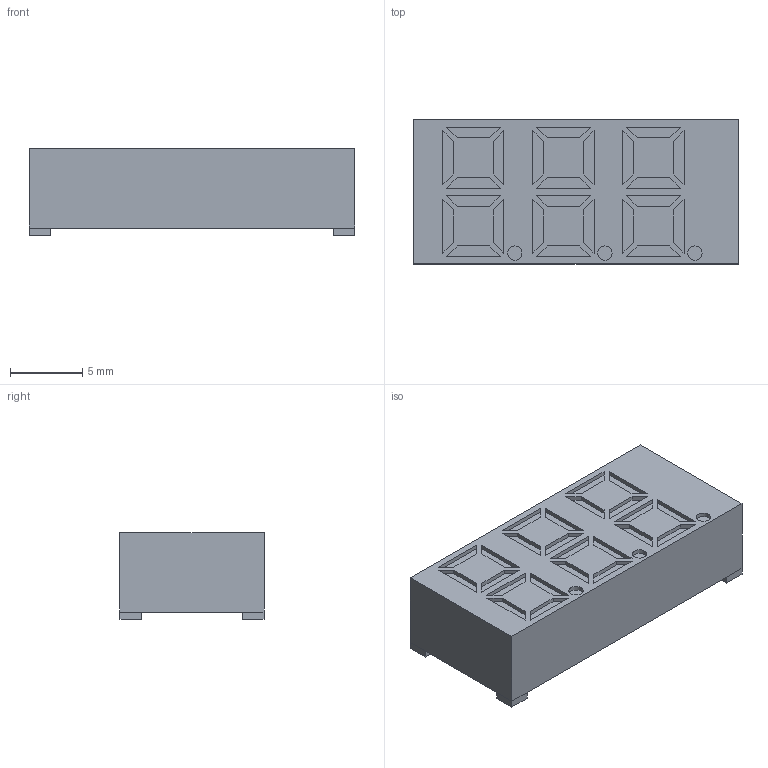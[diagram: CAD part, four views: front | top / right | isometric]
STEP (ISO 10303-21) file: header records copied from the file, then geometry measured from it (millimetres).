
FILE_DESCRIPTION(('FreeCAD Model'),'2;1');
FILE_NAME('E30281-L-O-0-W.step','2020-11-01T17:43:53',('Author') ,(''),'Open CASCADE STEP processor 7.3','FreeCAD','Unknown');
FILE_SCHEMA(('AUTOMOTIVE_DESIGN { 1 0 10303 214 1 1 1 1 }'));
Length unit declared in the file: millimetre
Products named in the file (1): Fusion001
Bounding box: 22.6 x 10 x 6 mm (x, y, z)
Volume: 1228.6 mm3; surface area: 888.9 mm2
Topology: 3 solids, 3 shells, 162 faces, 381 edges, 252 vertices
Faces by surface type: plane 159, cylinder 3
Full cylindrical faces by diameter (mm): 1 x3
Entity records: 10639 total; most frequent: CARTESIAN_POINT 1558, DIRECTION 1475, LINE 1131, VECTOR 1131, ORIENTED_EDGE 762, PCURVE 762, DEFINITIONAL_REPRESENTATION 762, EDGE_CURVE 381
